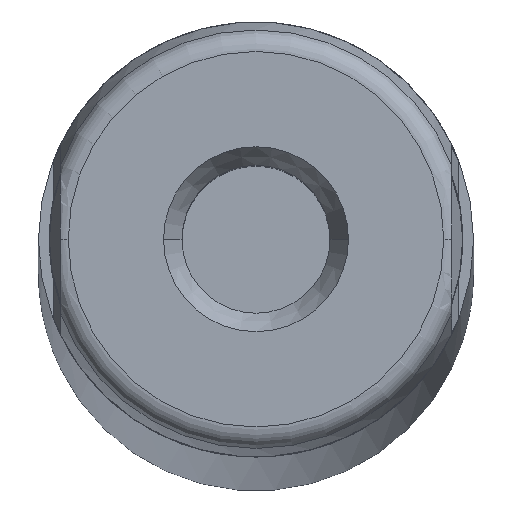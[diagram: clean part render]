
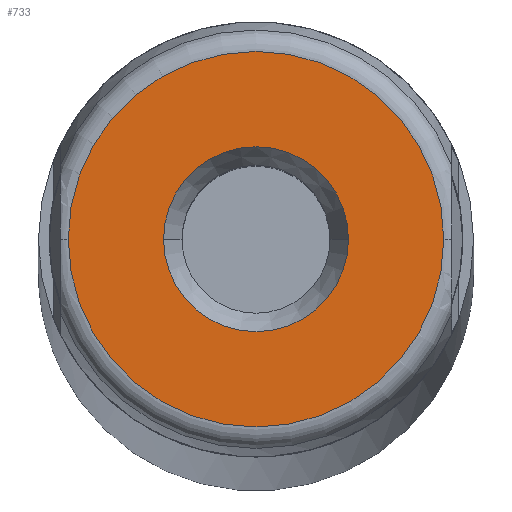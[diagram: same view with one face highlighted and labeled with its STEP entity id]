
A CAD part, top view. The second image highlights one B-rep face of the part: STEP entity #733.
In plain terms, the highlighted planar face has unit normal (0, 0, 1).
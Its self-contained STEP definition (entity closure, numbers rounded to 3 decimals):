
#29 = EDGE_LOOP ( 'NONE', ( #1270, #613 ) ) ;
#39 = DIRECTION ( 'NONE',  ( 1., 0., 0. ) ) ;
#116 = AXIS2_PLACEMENT_3D ( 'NONE', #165, #394, #39 ) ;
#122 = EDGE_CURVE ( 'NONE', #673, #1249, #362, .T. ) ;
#138 = CARTESIAN_POINT ( 'NONE',  ( -8.632, 0., 0. ) ) ;
#165 = CARTESIAN_POINT ( 'NONE',  ( 0., 0., 0. ) ) ;
#191 = CARTESIAN_POINT ( 'NONE',  ( 0., 0., 0. ) ) ;
#259 = AXIS2_PLACEMENT_3D ( 'NONE', #368, #1201, #484 ) ;
#294 = EDGE_LOOP ( 'NONE', ( #895, #1446 ) ) ;
#362 = CIRCLE ( 'NONE', #725, 8.632 ) ;
#368 = CARTESIAN_POINT ( 'NONE',  ( 0., 0., 0. ) ) ;
#394 = DIRECTION ( 'NONE',  ( 0., 0., 1. ) ) ;
#439 = AXIS2_PLACEMENT_3D ( 'NONE', #1308, #709, #841 ) ;
#465 = CIRCLE ( 'NONE', #116, 8.632 ) ;
#484 = DIRECTION ( 'NONE',  ( 1., 0., 0. ) ) ;
#566 = DIRECTION ( 'NONE',  ( 1., 0., 0. ) ) ;
#613 = ORIENTED_EDGE ( 'NONE', *, *, #917, .F. ) ;
#639 = AXIS2_PLACEMENT_3D ( 'NONE', #1235, #650, #1407 ) ;
#650 = DIRECTION ( 'NONE',  ( 0., 0., -1. ) ) ;
#673 = VERTEX_POINT ( 'NONE', #1487 ) ;
#709 = DIRECTION ( 'NONE',  ( 0., 0., 1. ) ) ;
#725 = AXIS2_PLACEMENT_3D ( 'NONE', #191, #1019, #566 ) ;
#733 = ADVANCED_FACE ( 'NONE', ( #1180, #854 ), #1527, .F. ) ;
#841 = DIRECTION ( 'NONE',  ( 1., 0., 0. ) ) ;
#854 = FACE_OUTER_BOUND ( 'NONE', #294, .T. ) ;
#895 = ORIENTED_EDGE ( 'NONE', *, *, #122, .T. ) ;
#917 = EDGE_CURVE ( 'NONE', #972, #1118, #1394, .T. ) ;
#972 = VERTEX_POINT ( 'NONE', #1546 ) ;
#1019 = DIRECTION ( 'NONE',  ( 0., 0., 1. ) ) ;
#1085 = EDGE_CURVE ( 'NONE', #1118, #972, #1284, .T. ) ;
#1118 = VERTEX_POINT ( 'NONE', #1465 ) ;
#1180 = FACE_BOUND ( 'NONE', #29, .T. ) ;
#1201 = DIRECTION ( 'NONE',  ( 0., 0., 1. ) ) ;
#1235 = CARTESIAN_POINT ( 'NONE',  ( 0., 0., 0. ) ) ;
#1249 = VERTEX_POINT ( 'NONE', #138 ) ;
#1270 = ORIENTED_EDGE ( 'NONE', *, *, #1085, .F. ) ;
#1284 = CIRCLE ( 'NONE', #439, 4.25 ) ;
#1286 = EDGE_CURVE ( 'NONE', #1249, #673, #465, .T. ) ;
#1308 = CARTESIAN_POINT ( 'NONE',  ( 0., 0., 0. ) ) ;
#1394 = CIRCLE ( 'NONE', #259, 4.25 ) ;
#1407 = DIRECTION ( 'NONE',  ( -1., 0., 0. ) ) ;
#1446 = ORIENTED_EDGE ( 'NONE', *, *, #1286, .T. ) ;
#1465 = CARTESIAN_POINT ( 'NONE',  ( 4.25, 0., 0. ) ) ;
#1487 = CARTESIAN_POINT ( 'NONE',  ( 8.632, 0., 0. ) ) ;
#1527 = PLANE ( 'NONE',  #639 ) ;
#1546 = CARTESIAN_POINT ( 'NONE',  ( -4.25, 0., 0. ) ) ;
